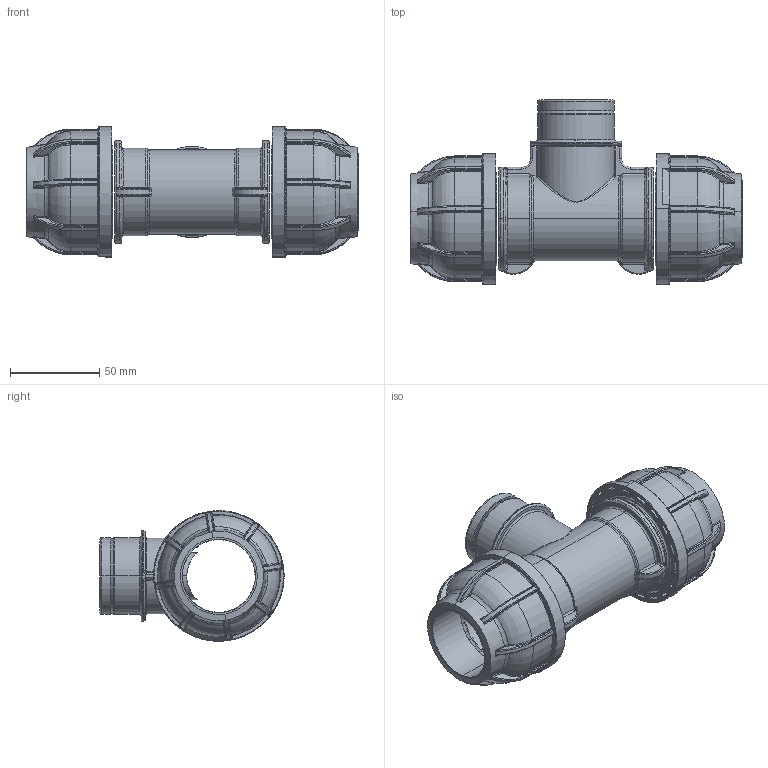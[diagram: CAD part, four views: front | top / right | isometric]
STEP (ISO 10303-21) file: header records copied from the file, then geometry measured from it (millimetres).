
FILE_DESCRIPTION (( 'STEP AP203' ), '1' );
FILE_NAME ('R215.040.001.step', '2013-11-19T09:23:49', ( 'Alusic' ), ( 'Alusic' ), 'SwSTEP 2.0', 'SolidWorks 2011', '' );
FILE_SCHEMA (( 'CONFIG_CONTROL_DESIGN' ));
Length unit declared in the file: millimetre
Products named in the file (1): R215.040.001
Bounding box: 185.68 x 103 x 72.99 mm (x, y, z)
Surface area: 84940.2 mm2 (no closed solid volume)
Topology: 0 solids, 44 shells, 1162 faces, 3629 edges, 2297 vertices
Faces by surface type: cylinder 344, bspline 324, plane 233, torus 225, cone 24, sphere 12
Entity records: 58201 total; most frequent: CARTESIAN_POINT 30515, ORIENTED_EDGE 5735, DIRECTION 5274, EDGE_CURVE 3560, VERTEX_POINT 2298, AXIS2_PLACEMENT_3D 2235, CIRCLE 1396, EDGE_LOOP 1174
